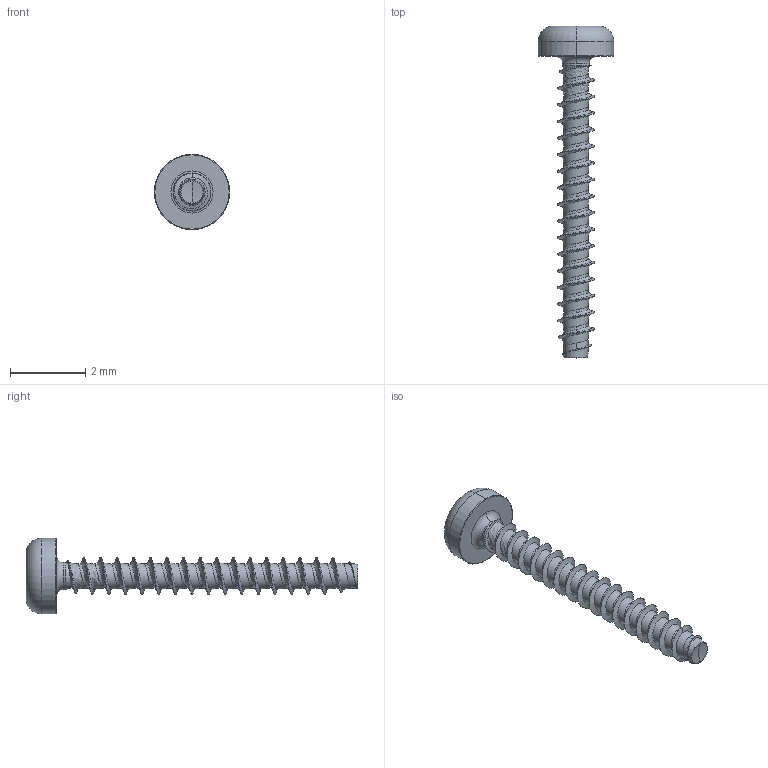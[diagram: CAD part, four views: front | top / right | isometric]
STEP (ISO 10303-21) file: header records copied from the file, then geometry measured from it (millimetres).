
FILE_DESCRIPTION (( 'STEP AP203' ), '1' );
FILE_NAME ('STP390100080.STEP', '2017-08-15T18:48:34', ( '' ), ( '' ), 'SwSTEP 2.0', 'SolidWorks 2015', '' );
FILE_SCHEMA (( 'CONFIG_CONTROL_DESIGN' ));
Length unit declared in the file: millimetre
Products named in the file (1): STP390100080
Bounding box: 2 x 8.8 x 2 mm (x, y, z)
Volume: 5 mm3; surface area: 39.6 mm2
Topology: 1 solids, 1 shells, 115 faces, 293 edges, 180 vertices
Faces by surface type: cylinder 60, bspline 35, cone 10, torus 6, sphere 2, plane 2
Entity records: 20154 total; most frequent: CARTESIAN_POINT 17760, ORIENTED_EDGE 582, DIRECTION 352, EDGE_CURVE 291, VERTEX_POINT 180, AXIS2_PLACEMENT_3D 139, B_SPLINE_CURVE_WITH_KNOTS 124, EDGE_LOOP 117
